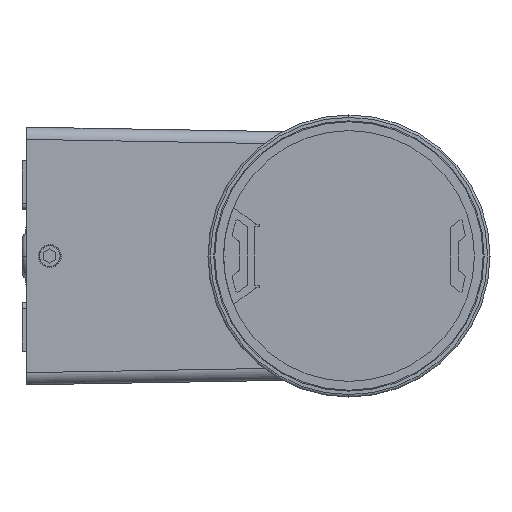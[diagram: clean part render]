
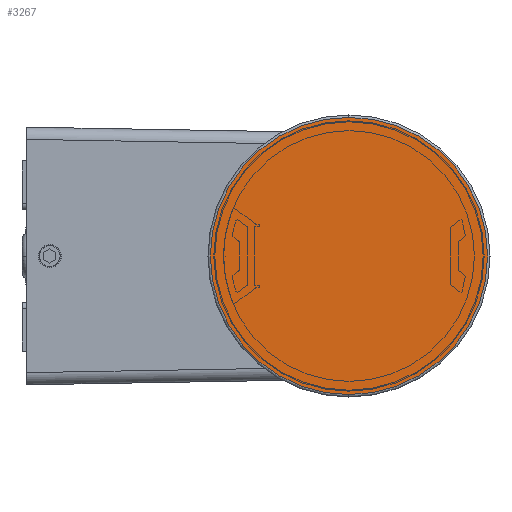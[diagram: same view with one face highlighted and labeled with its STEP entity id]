
A CAD part, left-side view. The second image highlights one B-rep face of the part: STEP entity #3267.
In plain terms, the highlighted face is planar.
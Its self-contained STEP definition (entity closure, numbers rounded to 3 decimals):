
#3244=CARTESIAN_POINT('Axis2P3D Location',(0.,0.,0.)) ;
#3249=CARTESIAN_POINT('Axis2P3D Location',(0.,0.,0.)) ;
#3253=CARTESIAN_POINT('Vertex',(-28.4,0.,0.)) ;
#3255=CARTESIAN_POINT('Vertex',(28.4,0.,0.)) ;
#3258=CARTESIAN_POINT('Axis2P3D Location',(0.,0.,0.)) ;
#3245=DIRECTION('Axis2P3D Direction',(0.,0.,1.)) ;
#3246=DIRECTION('Axis2P3D XDirection',(1.,0.,0.)) ;
#3250=DIRECTION('Axis2P3D Direction',(0.,0.,1.)) ;
#3259=DIRECTION('Axis2P3D Direction',(0.,0.,1.)) ;
#3247=AXIS2_PLACEMENT_3D('Plane Axis2P3D',#3244,#3245,#3246) ;
#3251=AXIS2_PLACEMENT_3D('Circle Axis2P3D',#3249,#3250,$) ;
#3260=AXIS2_PLACEMENT_3D('Circle Axis2P3D',#3258,#3259,$) ;
#3264=ORIENTED_EDGE('',*,*,#3257,.F.) ;
#3265=ORIENTED_EDGE('',*,*,#3262,.F.) ;
#3267=ADVANCED_FACE('\X2\96F64EF651E04F554F53\X0\',(#3266),#3248,.F.) ;
#3252=CIRCLE('generated circle',#3251,28.4) ;
#3261=CIRCLE('generated circle',#3260,28.4) ;
#3257=EDGE_CURVE('',#3254,#3256,#3252,.T.) ;
#3262=EDGE_CURVE('',#3256,#3254,#3261,.T.) ;
#3263=EDGE_LOOP('',(#3264,#3265)) ;
#3266=FACE_OUTER_BOUND('',#3263,.T.) ;
#3248=PLANE('',#3247) ;
#3254=VERTEX_POINT('',#3253) ;
#3256=VERTEX_POINT('',#3255) ;
